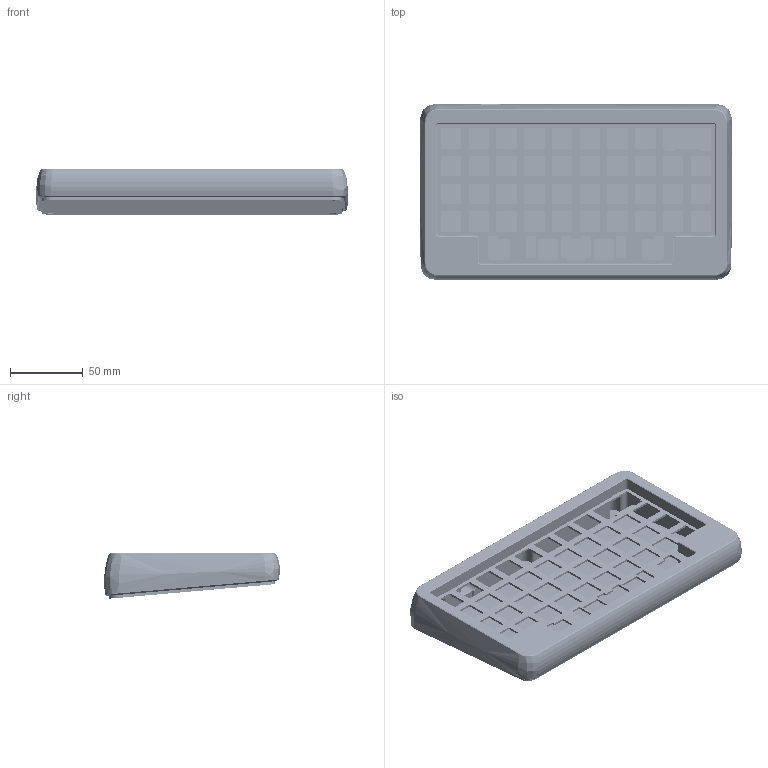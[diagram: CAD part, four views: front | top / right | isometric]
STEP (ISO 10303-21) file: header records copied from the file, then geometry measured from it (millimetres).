
FILE_DESCRIPTION(/* description */ (''),/* implementation_level */ '2;1');
FILE_NAME(/* name */ 'Petit Peton TJ''s integrated pcb v5.step',/* time_stamp */ '2022-02-10T21:52:47+01:00',/* author */ (''),/* organization */ (''),/* preprocessor_version */ 'ST-DEVELOPER v18.1',/* originating_system */ 'Autodesk Translation Framework v10.13.0.1454',/* authorisation */ '');
FILE_SCHEMA (('AUTOMOTIVE_DESIGN { 1 0 10303 214 3 1 1 }'));
Products named in the file (12): Petit Peton TJ's integrated pcb; Top; Plate top mount v10; Weight; Hardware; Plate Inserts; Plate Screws; 92095A179_Button Head Hex Drive Screw; Weight Inserts; 94459A140_Heat-Set Inserts for Plastic; Weight Screws; 92125A126_18-8 Stainless Steel Hex Drive Flat Head Screw
Assembly tree (30 placements, depth 4):
  Petit Peton TJ's integrated pcb
    Top
    Plate top mount v10
    Weight
    Hardware
      Plate Inserts
        94459A140_Heat-Set Inserts for Plastic  x7
      Plate Screws
        92095A179_Button Head Hex Drive Screw  x7
      Weight Inserts
        94459A140_Heat-Set Inserts for Plastic  x4
      Weight Screws
        92125A126_18-8 Stainless Steel Hex Drive Flat Head Screw  x4
Bounding box: 214.28 x 120.59 x 31.11 mm (x, y, z)
Volume: 271419.9 mm3; surface area: 120327.8 mm2
Topology: 25 solids, 25 shells, 3600 faces, 10208 edges, 6737 vertices
Faces by surface type: cylinder 1256, cone 1200, bspline 622, plane 515, sphere 7
Full cylindrical faces by diameter (mm): 2.242 x99, 2.35 x102, 3 x98, 3.107 x22, 3.2 x4, 3.3 x7, 3.9 x11, 4.7 x11, 5.7 x7, 6 x4
Entity records: 47111 total; most frequent: CARTESIAN_POINT 20237, ORIENTED_EDGE 5836, DIRECTION 5319, EDGE_CURVE 2918, AXIS2_PLACEMENT_3D 1953, VERTEX_POINT 1916, LINE 1413, VECTOR 1413
